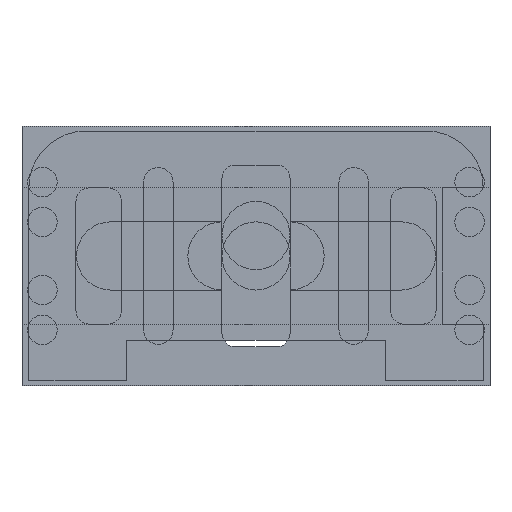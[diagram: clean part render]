
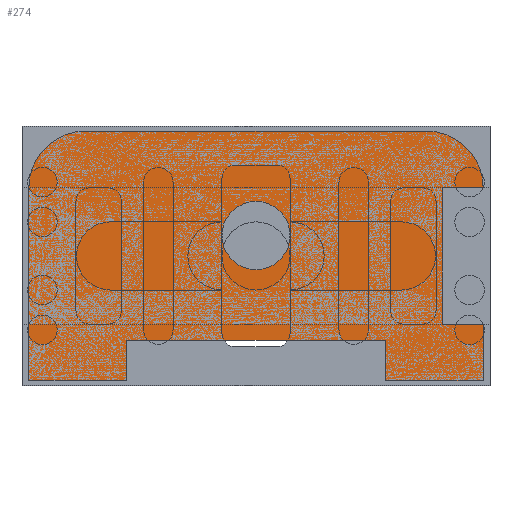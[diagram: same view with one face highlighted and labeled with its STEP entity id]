
A CAD part, top view. The second image highlights one B-rep face of the part: STEP entity #274.
In plain terms, the highlighted planar face has unit normal (0, 0, 1).
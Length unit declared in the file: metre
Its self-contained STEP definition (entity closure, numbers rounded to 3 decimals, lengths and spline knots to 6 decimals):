
#274 = ADVANCED_FACE( '', ( #637, #638 ), #639, .T. );
#637 = FACE_BOUND( '', #1059, .T. );
#638 = FACE_OUTER_BOUND( '', #1060, .T. );
#639 = PLANE( '', #1061 );
#1059 = EDGE_LOOP( '', ( #1794 ) );
#1060 = EDGE_LOOP( '', ( #1795, #1796, #1797, #1798, #1799, #1800, #1801, #1802, #1803, #1804, #1805, #1806, #1807 ) );
#1061 = AXIS2_PLACEMENT_3D( '', #1808, #1809, #1810 );
#1794 = ORIENTED_EDGE( '', *, *, #2291, .F. );
#1795 = ORIENTED_EDGE( '', *, *, #2444, .F. );
#1796 = ORIENTED_EDGE( '', *, *, #2374, .T. );
#1797 = ORIENTED_EDGE( '', *, *, #2352, .T. );
#1798 = ORIENTED_EDGE( '', *, *, #2398, .T. );
#1799 = ORIENTED_EDGE( '', *, *, #2379, .F. );
#1800 = ORIENTED_EDGE( '', *, *, #2436, .T. );
#1801 = ORIENTED_EDGE( '', *, *, #2447, .T. );
#1802 = ORIENTED_EDGE( '', *, *, #2448, .F. );
#1803 = ORIENTED_EDGE( '', *, *, #2449, .T. );
#1804 = ORIENTED_EDGE( '', *, *, #2450, .F. );
#1805 = ORIENTED_EDGE( '', *, *, #2451, .T. );
#1806 = ORIENTED_EDGE( '', *, *, #2452, .F. );
#1807 = ORIENTED_EDGE( '', *, *, #2453, .F. );
#1808 = CARTESIAN_POINT( '', ( 0., 0., 0.009 ) );
#1809 = DIRECTION( '', ( 0., 0., 1. ) );
#1810 = DIRECTION( '', ( 1., 0., 0. ) );
#2291 = EDGE_CURVE( '', #2747, #2747, #2748, .T. );
#2352 = EDGE_CURVE( '', #2849, #2847, #2850, .T. );
#2374 = EDGE_CURVE( '', #2878, #2849, #2879, .T. );
#2379 = EDGE_CURVE( '', #2885, #2887, #2888, .T. );
#2398 = EDGE_CURVE( '', #2847, #2887, #2916, .T. );
#2436 = EDGE_CURVE( '', #2885, #2960, #2962, .T. );
#2444 = EDGE_CURVE( '', #2878, #2970, #2971, .T. );
#2447 = EDGE_CURVE( '', #2960, #2974, #2975, .T. );
#2448 = EDGE_CURVE( '', #2976, #2974, #2977, .T. );
#2449 = EDGE_CURVE( '', #2976, #2978, #2979, .T. );
#2450 = EDGE_CURVE( '', #2980, #2978, #2981, .T. );
#2451 = EDGE_CURVE( '', #2980, #2982, #2983, .T. );
#2452 = EDGE_CURVE( '', #2984, #2982, #2985, .T. );
#2453 = EDGE_CURVE( '', #2970, #2984, #2986, .T. );
#2747 = VERTEX_POINT( '', #3343 );
#2748 = CIRCLE( '', #3344, 0.0075 );
#2847 = VERTEX_POINT( '', #3471 );
#2849 = VERTEX_POINT( '', #3474 );
#2850 = LINE( '', #3475, #3476 );
#2878 = VERTEX_POINT( '', #3513 );
#2879 = LINE( '', #3514, #3515 );
#2885 = VERTEX_POINT( '', #3523 );
#2887 = VERTEX_POINT( '', #3526 );
#2888 = LINE( '', #3527, #3528 );
#2916 = LINE( '', #3566, #3567 );
#2960 = VERTEX_POINT( '', #3625 );
#2962 = CIRCLE( '', #3628, 0.0125 );
#2970 = VERTEX_POINT( '', #3639 );
#2971 = LINE( '', #3640, #3641 );
#2974 = VERTEX_POINT( '', #3645 );
#2975 = LINE( '', #3646, #3647 );
#2976 = VERTEX_POINT( '', #3648 );
#2977 = CIRCLE( '', #3649, 0.0125 );
#2978 = VERTEX_POINT( '', #3650 );
#2979 = LINE( '', #3651, #3652 );
#2980 = VERTEX_POINT( '', #3653 );
#2981 = LINE( '', #3654, #3655 );
#2982 = VERTEX_POINT( '', #3656 );
#2983 = LINE( '', #3657, #3658 );
#2984 = VERTEX_POINT( '', #3659 );
#2985 = LINE( '', #3660, #3661 );
#2986 = LINE( '', #3662, #3663 );
#3343 = CARTESIAN_POINT( '', ( 0.0075, 0.0045, 0.009 ) );
#3344 = AXIS2_PLACEMENT_3D( '', #3978, #3979, #3980 );
#3471 = CARTESIAN_POINT( '', ( 0.041, -0.015, 0.009 ) );
#3474 = CARTESIAN_POINT( '', ( 0.05, -0.015, 0.009 ) );
#3475 = CARTESIAN_POINT( '', ( 0.0455, -0.015, 0.009 ) );
#3476 = VECTOR( '', #4076, 1. );
#3513 = CARTESIAN_POINT( '', ( 0.05, -0.0275, 0.009 ) );
#3514 = CARTESIAN_POINT( '', ( 0.05, -0.02125, 0.009 ) );
#3515 = VECTOR( '', #4101, 1. );
#3523 = CARTESIAN_POINT( '', ( 0.05, 0.015, 0.009 ) );
#3526 = CARTESIAN_POINT( '', ( 0.041, 0.015, 0.009 ) );
#3527 = CARTESIAN_POINT( '', ( 0.0455, 0.015, 0.009 ) );
#3528 = VECTOR( '', #4105, 1. );
#3566 = CARTESIAN_POINT( '', ( 0.041, 0., 0.009 ) );
#3567 = VECTOR( '', #4125, 1. );
#3625 = CARTESIAN_POINT( '', ( 0.0375, 0.0275, 0.009 ) );
#3628 = AXIS2_PLACEMENT_3D( '', #4150, #4151, #4152 );
#3639 = CARTESIAN_POINT( '', ( 0.0285, -0.0275, 0.009 ) );
#3640 = CARTESIAN_POINT( '', ( 0.03925, -0.0275, 0.009 ) );
#3641 = VECTOR( '', #4156, 1. );
#3645 = CARTESIAN_POINT( '', ( -0.0375, 0.0275, 0.009 ) );
#3646 = CARTESIAN_POINT( '', ( 0., 0.0275, 0.009 ) );
#3647 = VECTOR( '', #4158, 1. );
#3648 = CARTESIAN_POINT( '', ( -0.05, 0.015, 0.009 ) );
#3649 = AXIS2_PLACEMENT_3D( '', #4159, #4160, #4161 );
#3650 = CARTESIAN_POINT( '', ( -0.05, -0.0275, 0.009 ) );
#3651 = CARTESIAN_POINT( '', ( -0.05, 0., 0.009 ) );
#3652 = VECTOR( '', #4162, 1. );
#3653 = CARTESIAN_POINT( '', ( -0.0285, -0.0275, 0.009 ) );
#3654 = CARTESIAN_POINT( '', ( -0.03925, -0.0275, 0.009 ) );
#3655 = VECTOR( '', #4163, 1. );
#3656 = CARTESIAN_POINT( '', ( -0.0285, -0.0185, 0.009 ) );
#3657 = CARTESIAN_POINT( '', ( -0.0285, -0.023, 0.009 ) );
#3658 = VECTOR( '', #4164, 1. );
#3659 = CARTESIAN_POINT( '', ( 0.0285, -0.0185, 0.009 ) );
#3660 = CARTESIAN_POINT( '', ( 0., -0.0185, 0.009 ) );
#3661 = VECTOR( '', #4165, 1. );
#3662 = CARTESIAN_POINT( '', ( 0.0285, -0.023, 0.009 ) );
#3663 = VECTOR( '', #4166, 1. );
#3978 = CARTESIAN_POINT( '', ( 0., 0.0045, 0.009 ) );
#3979 = DIRECTION( '', ( 0., 0., 1. ) );
#3980 = DIRECTION( '', ( 1., 0., 0. ) );
#4076 = DIRECTION( '', ( -1., 0., 0. ) );
#4101 = DIRECTION( '', ( 0., 1., 0. ) );
#4105 = DIRECTION( '', ( -1., 0., 0. ) );
#4125 = DIRECTION( '', ( 0., 1., 0. ) );
#4150 = CARTESIAN_POINT( '', ( 0.0375, 0.015, 0.009 ) );
#4151 = DIRECTION( '', ( 0., 0., 1. ) );
#4152 = DIRECTION( '', ( 1., 0., 0. ) );
#4156 = DIRECTION( '', ( -1., 0., 0. ) );
#4158 = DIRECTION( '', ( -1., 0., 0. ) );
#4159 = CARTESIAN_POINT( '', ( -0.0375, 0.015, 0.009 ) );
#4160 = DIRECTION( '', ( 0., 0., -1. ) );
#4161 = DIRECTION( '', ( 1., 0., 0. ) );
#4162 = DIRECTION( '', ( 0., -1., 0. ) );
#4163 = DIRECTION( '', ( -1., 0., 0. ) );
#4164 = DIRECTION( '', ( 0., 1., 0. ) );
#4165 = DIRECTION( '', ( -1., 0., 0. ) );
#4166 = DIRECTION( '', ( 0., 1., 0. ) );
